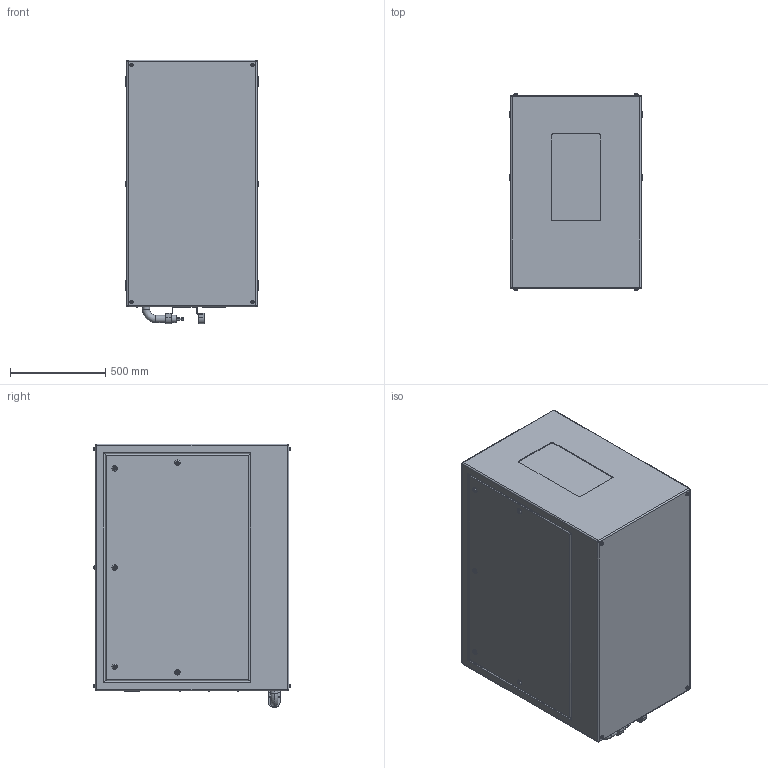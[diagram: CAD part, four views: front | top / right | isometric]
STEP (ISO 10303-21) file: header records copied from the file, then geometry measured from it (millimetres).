
FILE_DESCRIPTION (( 'STEP AP214' ), '1' );
FILE_NAME ('59.305.P R01.STEP', '2022-08-02T16:05:37', ( '' ), ( '' ), 'SwSTEP 2.0', 'SolidWorks 2020', '' );
FILE_SCHEMA (( 'AUTOMOTIVE_DESIGN' ));
Length unit declared in the file: inch
Products named in the file (1): 59.305.P R01
Bounding box: 698.5 x 1033.27 x 1384.3 mm (x, y, z)
Volume: 901531160.9 mm3; surface area: 6315848.7 mm2
Topology: 2 solids, 8 shells, 555 faces, 1265 edges, 802 vertices
Faces by surface type: plane 307, cylinder 186, torus 54, sphere 8
Entity records: 21012 total; most frequent: DIRECTION 2811, CARTESIAN_POINT 2663, ORIENTED_EDGE 2514, EDGE_CURVE 1257, AXIS2_PLACEMENT_3D 1014, VERTEX_POINT 802, VECTOR 783, LINE 783
